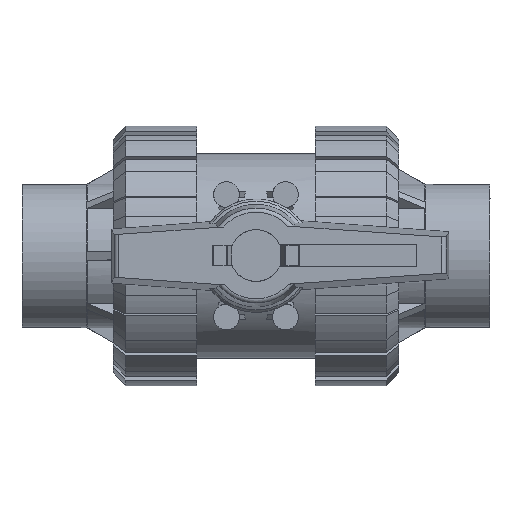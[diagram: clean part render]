
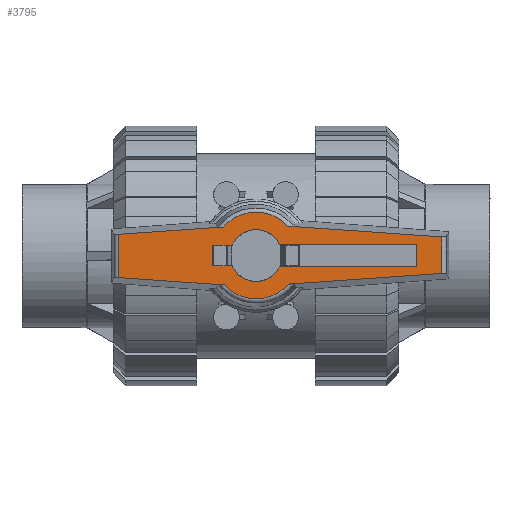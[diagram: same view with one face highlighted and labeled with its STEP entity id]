
A CAD part, top view. The second image highlights one B-rep face of the part: STEP entity #3795.
In plain terms, the highlighted planar face has unit normal (0, 0, 1).
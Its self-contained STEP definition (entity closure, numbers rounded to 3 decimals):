
#532=CARTESIAN_POINT('',(70.833,5.0,177.0));
#533=VERTEX_POINT('',#532);
#534=CARTESIAN_POINT('',(70.833,-5.0,177.0));
#535=VERTEX_POINT('',#534);
#536=CARTESIAN_POINT('',(70.833,5.0,177.0));
#537=DIRECTION('',(0.0,-1.0,0.0));
#538=VECTOR('',#537,10.0);
#539=LINE('',#536,#538);
#540=EDGE_CURVE('',#533,#535,#539,.T.);
#603=CARTESIAN_POINT('',(10.277,5.0,177.0));
#604=VERTEX_POINT('',#603);
#605=CARTESIAN_POINT('',(10.277,5.0,177.0));
#606=DIRECTION('',(1.0,0.0,0.0));
#607=VECTOR('',#606,60.557);
#608=LINE('',#605,#607);
#609=EDGE_CURVE('',#604,#533,#608,.T.);
#1049=CARTESIAN_POINT('',(-10.505,4.5,177.0));
#1050=VERTEX_POINT('',#1049);
#1051=CARTESIAN_POINT('',(0.0,0.0,177.0));
#1052=DIRECTION('',(0.0,0.0,-1.0));
#1053=DIRECTION('',(1.0,0.0,0.0));
#1054=AXIS2_PLACEMENT_3D('',#1051,#1052,#1053);
#1055=CIRCLE('',#1054,11.429);
#1056=EDGE_CURVE('',#1050,#604,#1055,.T.);
#1108=CARTESIAN_POINT('',(10.277,-5.0,177.0));
#1109=VERTEX_POINT('',#1108);
#1110=CARTESIAN_POINT('',(70.833,-5.0,177.0));
#1111=DIRECTION('',(-1.0,0.0,0.0));
#1112=VECTOR('',#1111,60.557);
#1113=LINE('',#1110,#1112);
#1114=EDGE_CURVE('',#535,#1109,#1113,.T.);
#1182=CARTESIAN_POINT('',(-10.505,-4.5,177.0));
#1183=VERTEX_POINT('',#1182);
#1184=CARTESIAN_POINT('',(0.0,0.0,177.0));
#1185=DIRECTION('',(0.0,0.0,-1.0));
#1186=DIRECTION('',(1.0,0.0,0.0));
#1187=AXIS2_PLACEMENT_3D('',#1184,#1185,#1186);
#1188=CIRCLE('',#1187,11.429);
#1189=EDGE_CURVE('',#1109,#1183,#1188,.T.);
#1665=CARTESIAN_POINT('',(-19.333,-4.5,177.0));
#1666=VERTEX_POINT('',#1665);
#1673=CARTESIAN_POINT('',(-10.505,-4.5,177.0));
#1674=DIRECTION('',(-1.0,0.0,0.0));
#1675=VECTOR('',#1674,8.828);
#1676=LINE('',#1673,#1675);
#1677=EDGE_CURVE('',#1183,#1666,#1676,.T.);
#2290=CARTESIAN_POINT('',(-14.032,-12.977,177.));
#2291=VERTEX_POINT('',#2290);
#2303=CARTESIAN_POINT('',(-60.662,-9.716,177.0));
#2304=VERTEX_POINT('',#2303);
#2305=CARTESIAN_POINT('',(-60.662,-9.716,177.0));
#2306=DIRECTION('',(0.998,-0.07,0.0));
#2307=VECTOR('',#2306,46.743);
#2308=LINE('',#2305,#2307);
#2309=EDGE_CURVE('',#2304,#2291,#2308,.T.);
#2608=CARTESIAN_POINT('',(14.032,12.977,177.));
#2609=VERTEX_POINT('',#2608);
#2621=CARTESIAN_POINT('',(81.912,8.23,177.0));
#2622=VERTEX_POINT('',#2621);
#2623=CARTESIAN_POINT('',(81.912,8.23,177.0));
#2624=DIRECTION('',(-0.998,0.07,0.0));
#2625=VECTOR('',#2624,68.045);
#2626=LINE('',#2623,#2625);
#2627=EDGE_CURVE('',#2622,#2609,#2626,.T.);
#2709=CARTESIAN_POINT('',(-19.333,4.5,177.0));
#2710=VERTEX_POINT('',#2709);
#2711=CARTESIAN_POINT('',(-19.333,-4.5,177.0));
#2712=DIRECTION('',(0.0,1.0,0.0));
#2713=VECTOR('',#2712,9.0);
#2714=LINE('',#2711,#2713);
#2715=EDGE_CURVE('',#1666,#2710,#2714,.T.);
#2776=CARTESIAN_POINT('',(-19.333,4.5,177.0));
#2777=DIRECTION('',(1.0,0.0,0.0));
#2778=VECTOR('',#2777,8.828);
#2779=LINE('',#2776,#2778);
#2780=EDGE_CURVE('',#2710,#1050,#2779,.T.);
#3006=CARTESIAN_POINT('',(-60.662,9.362,177.0));
#3007=VERTEX_POINT('',#3006);
#3015=CARTESIAN_POINT('',(-14.373,12.599,177.));
#3016=VERTEX_POINT('',#3015);
#3017=CARTESIAN_POINT('',(-14.373,12.599,177.0));
#3018=DIRECTION('',(-0.998,-0.07,0.0));
#3019=VECTOR('',#3018,46.401);
#3020=LINE('',#3017,#3019);
#3021=EDGE_CURVE('',#3016,#3007,#3020,.T.);
#3095=CARTESIAN_POINT('',(-60.662,9.362,177.0));
#3096=DIRECTION('',(0.0,-1.0,0.0));
#3097=VECTOR('',#3096,19.078);
#3098=LINE('',#3095,#3097);
#3099=EDGE_CURVE('',#3007,#2304,#3098,.T.);
#3190=CARTESIAN_POINT('',(81.912,-7.876,177.0));
#3191=VERTEX_POINT('',#3190);
#3199=CARTESIAN_POINT('',(14.373,-12.599,177.));
#3200=VERTEX_POINT('',#3199);
#3201=CARTESIAN_POINT('',(14.373,-12.599,177.0));
#3202=DIRECTION('',(0.998,0.07,0.0));
#3203=VECTOR('',#3202,67.703);
#3204=LINE('',#3201,#3203);
#3205=EDGE_CURVE('',#3200,#3191,#3204,.T.);
#3279=CARTESIAN_POINT('',(81.912,8.23,177.0));
#3280=DIRECTION('',(0.0,-1.0,0.0));
#3281=VECTOR('',#3280,16.106);
#3282=LINE('',#3279,#3281);
#3283=EDGE_CURVE('',#2622,#3191,#3282,.T.);
#3584=CARTESIAN_POINT('',(0.0,0.0,177.0));
#3585=DIRECTION('',(0.0,0.0,1.0));
#3586=DIRECTION('',(1.0,0.0,0.0));
#3587=AXIS2_PLACEMENT_3D('',#3584,#3585,#3586);
#3588=CIRCLE('',#3587,19.113);
#3589=EDGE_CURVE('',#2609,#3016,#3588,.T.);
#3764=CARTESIAN_POINT('',(9.557,0.0,177.0));
#3765=DIRECTION('',(0.0,0.0,1.0));
#3766=DIRECTION('',(1.0,0.0,0.0));
#3767=AXIS2_PLACEMENT_3D('',#3764,#3765,#3766);
#3768=PLANE('',#3767);
#3769=ORIENTED_EDGE('',*,*,#2309,.T.);
#3770=CARTESIAN_POINT('',(0.0,0.0,177.0));
#3771=DIRECTION('',(0.0,0.0,1.0));
#3772=DIRECTION('',(1.0,0.0,0.0));
#3773=AXIS2_PLACEMENT_3D('',#3770,#3771,#3772);
#3774=CIRCLE('',#3773,19.113);
#3775=EDGE_CURVE('',#2291,#3200,#3774,.T.);
#3776=ORIENTED_EDGE('',*,*,#3775,.T.);
#3777=ORIENTED_EDGE('',*,*,#3205,.T.);
#3778=ORIENTED_EDGE('',*,*,#3283,.F.);
#3779=ORIENTED_EDGE('',*,*,#2627,.T.);
#3780=ORIENTED_EDGE('',*,*,#3589,.T.);
#3781=ORIENTED_EDGE('',*,*,#3021,.T.);
#3782=ORIENTED_EDGE('',*,*,#3099,.T.);
#3783=EDGE_LOOP('',(#3769,#3776,#3777,#3778,#3779,#3780,#3781,#3782));
#3784=FACE_OUTER_BOUND('',#3783,.T.);
#3785=ORIENTED_EDGE('',*,*,#1189,.T.);
#3786=ORIENTED_EDGE('',*,*,#1677,.T.);
#3787=ORIENTED_EDGE('',*,*,#2715,.T.);
#3788=ORIENTED_EDGE('',*,*,#2780,.T.);
#3789=ORIENTED_EDGE('',*,*,#1056,.T.);
#3790=ORIENTED_EDGE('',*,*,#609,.T.);
#3791=ORIENTED_EDGE('',*,*,#540,.T.);
#3792=ORIENTED_EDGE('',*,*,#1114,.T.);
#3793=EDGE_LOOP('',(#3785,#3786,#3787,#3788,#3789,#3790,#3791,#3792));
#3794=FACE_BOUND('',#3793,.T.);
#3795=ADVANCED_FACE('',(#3784,#3794),#3768,.T.);
